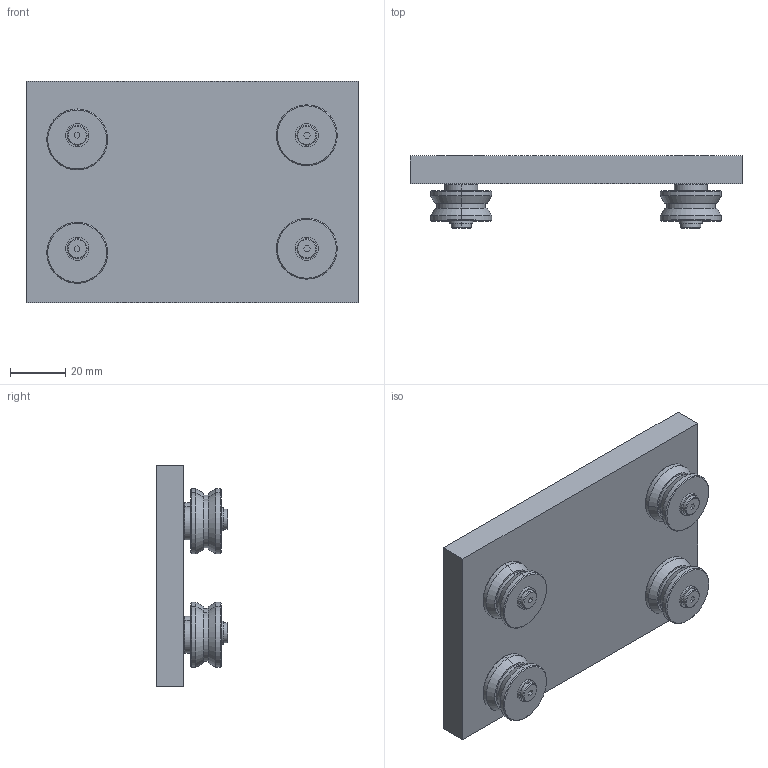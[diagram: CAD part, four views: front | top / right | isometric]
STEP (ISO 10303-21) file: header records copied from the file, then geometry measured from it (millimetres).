
FILE_DESCRIPTION(('STEP AP203'),'1');
FILE_NAME('carriage_c10a.stp','2015-11-01T15:26:39',('TraceParts'),('TraceParts S.A.'),'Spatial InterOp 3D',' ',' ');
FILE_SCHEMA(('CONFIG_CONTROL_DESIGN'));
Length unit declared in the file: millimetre
Products named in the file (1): 1
Bounding box: 120 x 26 x 80 mm (x, y, z)
Volume: 108526.7 mm3; surface area: 31336.7 mm2
Topology: 1 solids, 1 shells, 246 faces, 528 edges, 324 vertices
Faces by surface type: cone 96, plane 94, cylinder 56
Entity records: 6712 total; most frequent: CARTESIAN_POINT 1291, DIRECTION 1194, ORIENTED_EDGE 1056, EDGE_CURVE 528, AXIS2_PLACEMENT_3D 467, VERTEX_POINT 324, EDGE_LOOP 286, LINE 260
